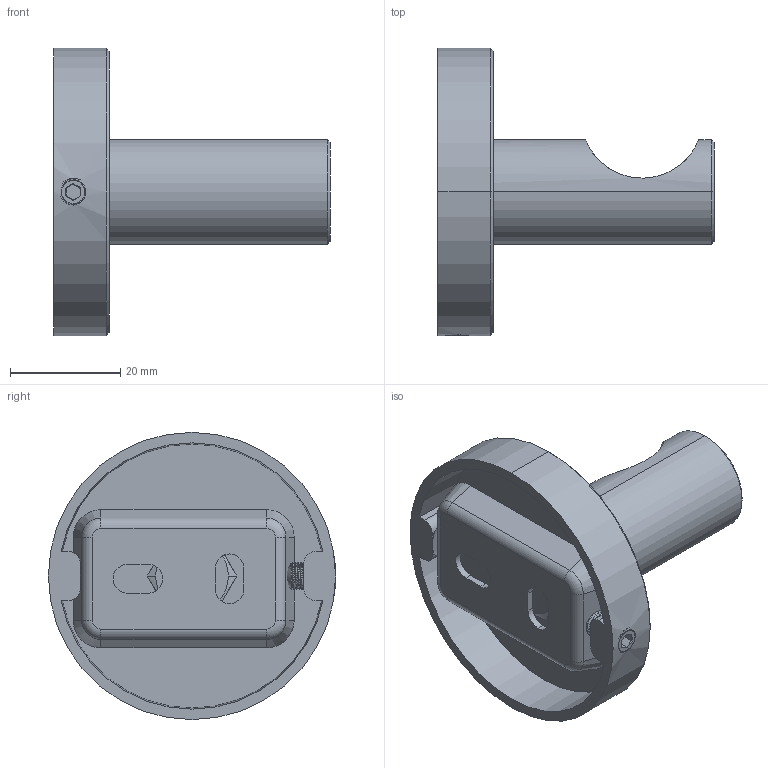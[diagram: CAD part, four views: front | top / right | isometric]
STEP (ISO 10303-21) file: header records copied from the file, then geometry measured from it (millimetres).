
FILE_DESCRIPTION (( 'STEP AP203' ), '1' );
FILE_NAME ('1282.STEP', '2020-10-13T02:29:49', ( '' ), ( '' ), 'SwSTEP 2.0', 'SolidWorks 2018', '' );
FILE_SCHEMA (( 'CONFIG_CONTROL_DESIGN' ));
Length unit declared in the file: millimetre
Products named in the file (6): 12菁釱; 11假蚾えㄗ橾ㄘ; 内六角尖端紧定螺丝M5X10; 1282; 俋鞠褒蹟佪M8X12; 12畟像
Assembly tree (5 placements, depth 2):
  1282
    12菁釱
    12畟像
    11假蚾えㄗ橾ㄘ
    俋鞠褒蹟佪M8X12
    内六角尖端紧定螺丝M5X10
Bounding box: 50 x 52 x 52 mm (x, y, z)
Volume: 18830.4 mm3; surface area: 14300.5 mm2
Topology: 5 solids, 5 shells, 171 faces, 445 edges, 286 vertices
Faces by surface type: cylinder 80, plane 53, cone 30, torus 4, bspline 4
Entity records: 8447 total; most frequent: CARTESIAN_POINT 3955, ORIENTED_EDGE 882, DIRECTION 743, EDGE_CURVE 441, VERTEX_POINT 286, AXIS2_PLACEMENT_3D 269, LINE 205, VECTOR 205
